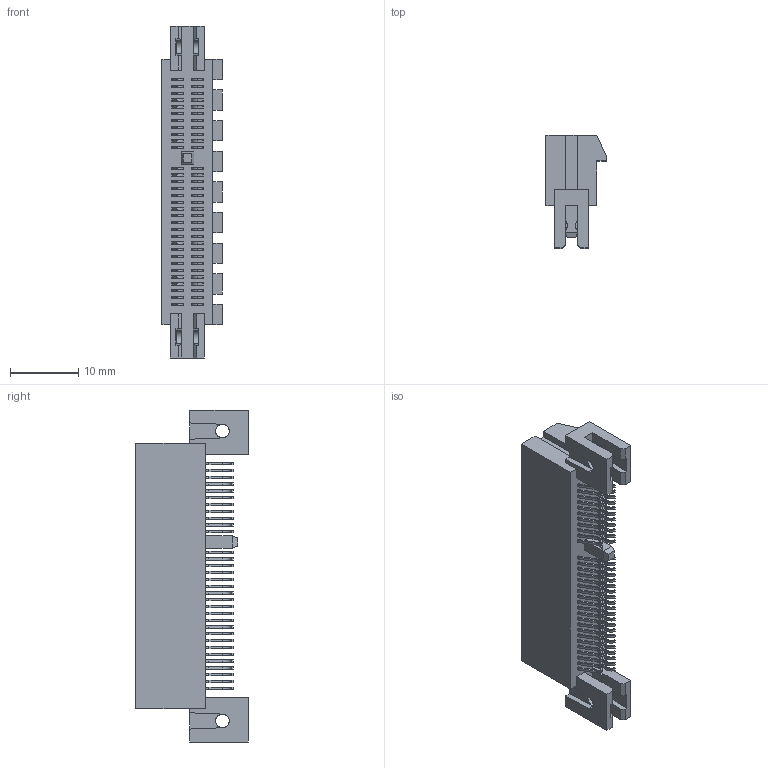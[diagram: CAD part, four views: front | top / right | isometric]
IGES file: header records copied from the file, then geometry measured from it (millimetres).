
Start section: SolidWorks IGES file using analytic representation for surfaces
Global section: file name: KPCIEX-SM3-64BK_rA5.IGS; native system: SolidWorks 2014; preprocessor: SolidWorks 2014; author: Ckelleher; date: 160721.140948; units: millimetre
Bounding box: 8.85 x 16.55 x 48.8 mm (x, y, z)
Surface area: 3234.8 mm2 (no closed solid volume)
Topology: 0 solids, 0 shells, 829 faces, 6384 edges, 6384 vertices
Faces by surface type: bspline 501, revolution 328
